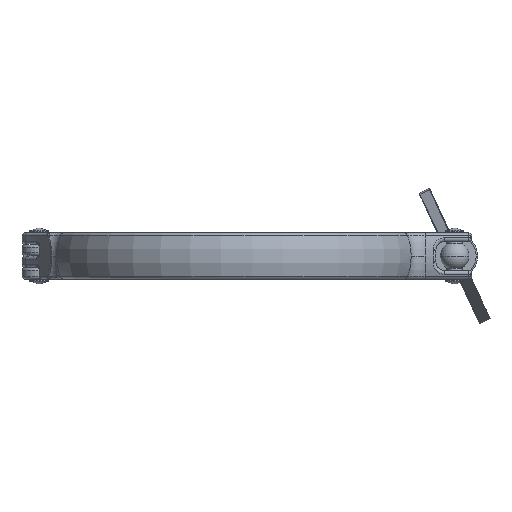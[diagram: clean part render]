
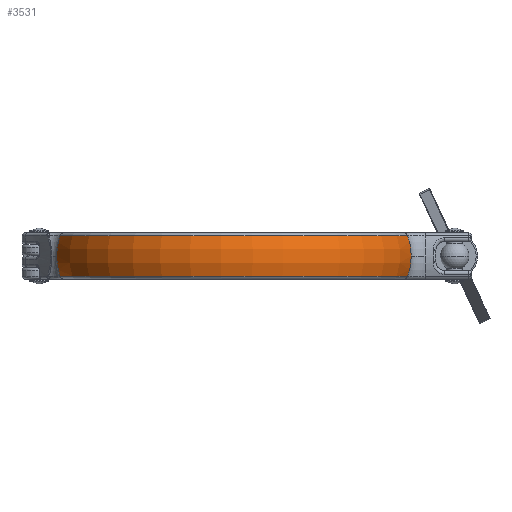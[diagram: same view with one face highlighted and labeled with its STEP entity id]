
A CAD part, front view. The second image highlights one B-rep face of the part: STEP entity #3531.
In plain terms, the highlighted toroidal (fillet/blend) face has major radius 44.5 mm and minor radius 20 mm.
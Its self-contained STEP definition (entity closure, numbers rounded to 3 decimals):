
#465 = ORIENTED_EDGE ( 'NONE', *, *, #13344, .T. ) ;
#1796 = ORIENTED_EDGE ( 'NONE', *, *, #15465, .T. ) ;
#2099 = EDGE_CURVE ( 'NONE', #3317, #5769, #10555, .T. ) ;
#2509 = CIRCLE ( 'NONE', #11814, 20. ) ;
#2615 = CARTESIAN_POINT ( 'NONE',  ( 0., 0., 7.027 ) ) ;
#2628 = DIRECTION ( 'NONE',  ( 0., 0., -1. ) ) ;
#2662 = TOROIDAL_SURFACE ( 'NONE', #6074, 44.5, 20. ) ;
#3042 = DIRECTION ( 'NONE',  ( 1., 0., 0. ) ) ;
#3317 = VERTEX_POINT ( 'NONE', #8047 ) ;
#3438 = DIRECTION ( 'NONE',  ( 0., 0., -1. ) ) ;
#3481 = CARTESIAN_POINT ( 'NONE',  ( -42.212, -14.086, 0. ) ) ;
#3531 = ADVANCED_FACE ( 'NONE', ( #12235 ), #2662, .T. ) ;
#3605 = DIRECTION ( 'NONE',  ( 0., 0., 1. ) ) ;
#3608 = CIRCLE ( 'NONE', #15027, 63.225 ) ;
#3745 = CIRCLE ( 'NONE', #5064, 20. ) ;
#4108 = DIRECTION ( 'NONE',  ( 0., 0., -1. ) ) ;
#4157 = CIRCLE ( 'NONE', #15846, 20. ) ;
#5064 = AXIS2_PLACEMENT_3D ( 'NONE', #6740, #14308, #2628 ) ;
#5224 = AXIS2_PLACEMENT_3D ( 'NONE', #14570, #15806, #3438 ) ;
#5466 = AXIS2_PLACEMENT_3D ( 'NONE', #2615, #3605, #13663 ) ;
#5731 = EDGE_CURVE ( 'NONE', #10461, #7563, #3745, .T. ) ;
#5769 = VERTEX_POINT ( 'NONE', #16387 ) ;
#6074 = AXIS2_PLACEMENT_3D ( 'NONE', #13387, #13541, #9790 ) ;
#6740 = CARTESIAN_POINT ( 'NONE',  ( -42.212, -14.086, 0. ) ) ;
#6814 = CIRCLE ( 'NONE', #5466, 63.225 ) ;
#7242 = CARTESIAN_POINT ( 'NONE',  ( -61.183, -20.417, 0. ) ) ;
#7563 = VERTEX_POINT ( 'NONE', #7242 ) ;
#7591 = CARTESIAN_POINT ( 'NONE',  ( -59.974, -20.014, 7.027 ) ) ;
#8042 = CARTESIAN_POINT ( 'NONE',  ( 0., 0., -7.027 ) ) ;
#8047 = CARTESIAN_POINT ( 'NONE',  ( 60.816, -17.284, 7.027 ) ) ;
#8079 = VERTEX_POINT ( 'NONE', #8633 ) ;
#8556 = DIRECTION ( 'NONE',  ( 0.317, -0.949, 0. ) ) ;
#8633 = CARTESIAN_POINT ( 'NONE',  ( -59.974, -20.014, -7.027 ) ) ;
#9023 = DIRECTION ( 'NONE',  ( 0.273, 0.962, 0. ) ) ;
#9375 = ORIENTED_EDGE ( 'NONE', *, *, #2099, .F. ) ;
#9790 = DIRECTION ( 'NONE',  ( 1., 0., 0. ) ) ;
#10461 = VERTEX_POINT ( 'NONE', #7591 ) ;
#10555 = CIRCLE ( 'NONE', #5224, 20. ) ;
#11814 = AXIS2_PLACEMENT_3D ( 'NONE', #12842, #9023, #4108 ) ;
#11920 = ORIENTED_EDGE ( 'NONE', *, *, #12535, .F. ) ;
#12235 = FACE_OUTER_BOUND ( 'NONE', #14229, .T. ) ;
#12372 = DIRECTION ( 'NONE',  ( 0., 0., -1. ) ) ;
#12535 = EDGE_CURVE ( 'NONE', #5769, #14135, #2509, .T. ) ;
#12842 = CARTESIAN_POINT ( 'NONE',  ( 42.805, -12.165, 0. ) ) ;
#13109 = DIRECTION ( 'NONE',  ( 0., 0., 1. ) ) ;
#13227 = ORIENTED_EDGE ( 'NONE', *, *, #5731, .T. ) ;
#13241 = CARTESIAN_POINT ( 'NONE',  ( 60.816, -17.284, -7.027 ) ) ;
#13344 = EDGE_CURVE ( 'NONE', #8079, #14135, #3608, .T. ) ;
#13387 = CARTESIAN_POINT ( 'NONE',  ( 0., 0., 0. ) ) ;
#13541 = DIRECTION ( 'NONE',  ( 0., 0., 1. ) ) ;
#13663 = DIRECTION ( 'NONE',  ( 1., 0., 0. ) ) ;
#14135 = VERTEX_POINT ( 'NONE', #13241 ) ;
#14229 = EDGE_LOOP ( 'NONE', ( #13227, #1796, #465, #11920, #9375, #14599 ) ) ;
#14308 = DIRECTION ( 'NONE',  ( 0.317, -0.949, 0. ) ) ;
#14570 = CARTESIAN_POINT ( 'NONE',  ( 42.805, -12.165, 0. ) ) ;
#14599 = ORIENTED_EDGE ( 'NONE', *, *, #15787, .F. ) ;
#15027 = AXIS2_PLACEMENT_3D ( 'NONE', #8042, #13109, #3042 ) ;
#15465 = EDGE_CURVE ( 'NONE', #7563, #8079, #4157, .T. ) ;
#15787 = EDGE_CURVE ( 'NONE', #10461, #3317, #6814, .T. ) ;
#15806 = DIRECTION ( 'NONE',  ( 0.273, 0.962, 0. ) ) ;
#15846 = AXIS2_PLACEMENT_3D ( 'NONE', #3481, #8556, #12372 ) ;
#16387 = CARTESIAN_POINT ( 'NONE',  ( 62.043, -17.633, 0. ) ) ;
